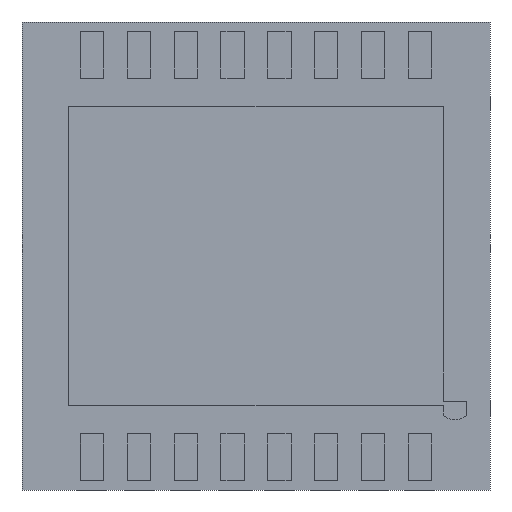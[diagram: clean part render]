
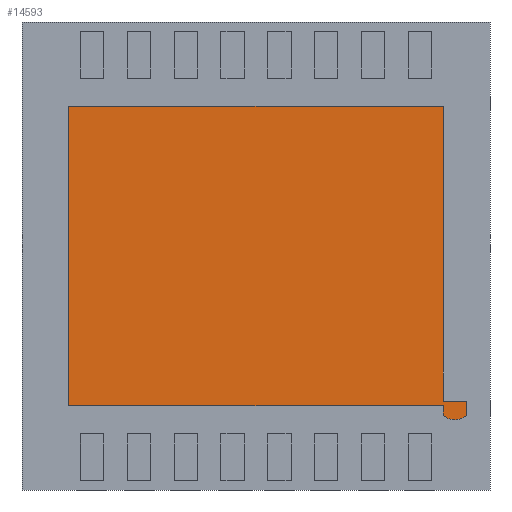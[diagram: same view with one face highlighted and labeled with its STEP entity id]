
A CAD part, front view. The second image highlights one B-rep face of the part: STEP entity #14593.
In plain terms, the highlighted planar face has unit normal (0, -1, 0).
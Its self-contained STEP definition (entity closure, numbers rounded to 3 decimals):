
#14353=DIRECTION('',(0.,0.,1.));
#14354=VECTOR('',#14353,3.15);
#14355=CARTESIAN_POINT('',(2.,0.,-1.55));
#14356=LINE('',#14355,#14354);
#14360=DIRECTION('',(1.,0.,0.));
#14361=VECTOR('',#14360,0.25);
#14362=CARTESIAN_POINT('',(2.,0.,-1.55));
#14363=LINE('',#14362,#14361);
#14367=DIRECTION('',(0.,0.,-1.));
#14368=VECTOR('',#14367,0.15);
#14369=CARTESIAN_POINT('',(2.25,0.,-1.55));
#14370=LINE('',#14369,#14368);
#14374=CARTESIAN_POINT('',(2.125,0.,-1.569));
#14375=DIRECTION('',(0.,1.,0.));
#14376=DIRECTION('',(0.69,0.,-0.724));
#14377=AXIS2_PLACEMENT_3D('',#14374,#14375,#14376);
#14382=DIRECTION('',(0.,0.005,1.));
#14383=VECTOR('',#14382,0.1);
#14384=CARTESIAN_POINT('',(2.,0.,-1.7));
#14385=LINE('',#14384,#14383);
#14389=DIRECTION('',(1.,0.,0.));
#14390=VECTOR('',#14389,4.);
#14391=CARTESIAN_POINT('',(-2.,0.,-1.6));
#14392=LINE('',#14391,#14390);
#14396=DIRECTION('',(0.,0.,-1.));
#14397=VECTOR('',#14396,3.2);
#14398=CARTESIAN_POINT('',(-2.,0.,1.6));
#14399=LINE('',#14398,#14397);
#14403=DIRECTION('',(-1.,0.,0.));
#14404=VECTOR('',#14403,4.);
#14405=CARTESIAN_POINT('',(2.,0.,1.6));
#14406=LINE('',#14405,#14404);
#14410=CARTESIAN_POINT('',(2.,0.,1.6));
#14411=CARTESIAN_POINT('',(-2.,0.,1.6));
#14412=VERTEX_POINT('',#14410);
#14413=VERTEX_POINT('',#14411);
#14414=CARTESIAN_POINT('',(-2.,0.,-1.6));
#14415=VERTEX_POINT('',#14414);
#14416=CARTESIAN_POINT('',(2.25,0.,-1.55));
#14417=CARTESIAN_POINT('',(2.25,0.,-1.7));
#14418=VERTEX_POINT('',#14416);
#14419=VERTEX_POINT('',#14417);
#14420=CARTESIAN_POINT('',(2.,0.,-1.7));
#14421=VERTEX_POINT('',#14420);
#14422=CARTESIAN_POINT('',(2.,0.,-1.6));
#14423=VERTEX_POINT('',#14422);
#14424=CARTESIAN_POINT('',(2.,0.,-1.55));
#14425=VERTEX_POINT('',#14424);
#14578=CARTESIAN_POINT('',(0.,0.,0.));
#14579=DIRECTION('',(0.,1.,0.));
#14580=DIRECTION('',(1.,0.,0.));
#14581=AXIS2_PLACEMENT_3D('',#14578,#14579,#14580);
#14582=PLANE('',#14581);
#14583=ORIENTED_EDGE('',*,*,#14474,.F.);
#14584=ORIENTED_EDGE('',*,*,#14489,.T.);
#14585=ORIENTED_EDGE('',*,*,#14503,.T.);
#14586=ORIENTED_EDGE('',*,*,#14517,.T.);
#14587=ORIENTED_EDGE('',*,*,#14531,.T.);
#14588=ORIENTED_EDGE('',*,*,#14545,.F.);
#14589=ORIENTED_EDGE('',*,*,#14559,.F.);
#14590=ORIENTED_EDGE('',*,*,#14572,.F.);
#14591=EDGE_LOOP('',(#14583,#14584,#14585,#14586,#14587,#14588,#14589,#14590));
#14592=FACE_OUTER_BOUND('',#14591,.F.);
#14593=ADVANCED_FACE('',(#14592),#14582,.F.);
#14378=CIRCLE('',#14377,0.181);
#14474=EDGE_CURVE('',#14425,#14412,#14356,.T.);
#14489=EDGE_CURVE('',#14425,#14418,#14363,.T.);
#14503=EDGE_CURVE('',#14418,#14419,#14370,.T.);
#14517=EDGE_CURVE('',#14419,#14421,#14378,.T.);
#14531=EDGE_CURVE('',#14421,#14423,#14385,.T.);
#14545=EDGE_CURVE('',#14415,#14423,#14392,.T.);
#14559=EDGE_CURVE('',#14413,#14415,#14399,.T.);
#14572=EDGE_CURVE('',#14412,#14413,#14406,.T.);
